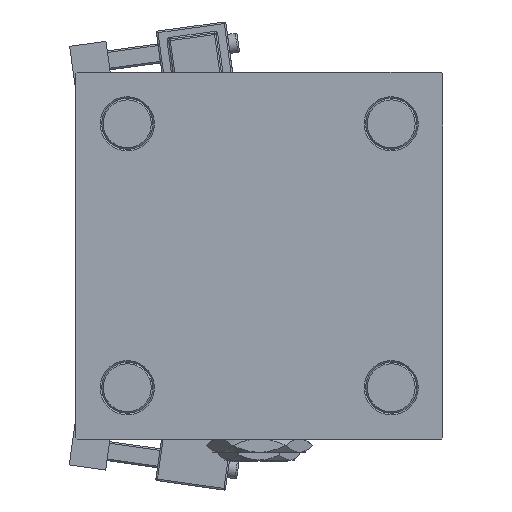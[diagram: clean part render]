
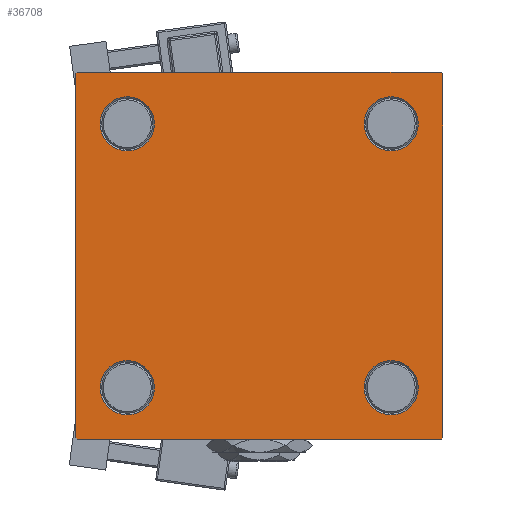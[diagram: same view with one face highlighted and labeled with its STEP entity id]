
A CAD part, left-side view. The second image highlights one B-rep face of the part: STEP entity #36708.
In plain terms, the highlighted planar face has unit normal (-1, 0, 0).
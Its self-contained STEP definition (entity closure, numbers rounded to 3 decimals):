
#83 = ORIENTED_EDGE ( 'NONE', *, *, #30229, .F. ) ;
#1290 = EDGE_CURVE ( 'NONE', #22129, #43398, #42499, .T. ) ;
#1977 = CARTESIAN_POINT ( 'NONE',  ( 0., -41.35, 41.35 ) ) ;
#2054 = DIRECTION ( 'NONE',  ( 0., -0.707, 0.707 ) ) ;
#2171 = DIRECTION ( 'NONE',  ( 0., -0.707, -0.707 ) ) ;
#2377 = DIRECTION ( 'NONE',  ( 0., -1., 0. ) ) ;
#2982 = VERTEX_POINT ( 'NONE', #31584 ) ;
#3075 = AXIS2_PLACEMENT_3D ( 'NONE', #54394, #32791, #11131 ) ;
#3944 = VERTEX_POINT ( 'NONE', #26374 ) ;
#3975 = AXIS2_PLACEMENT_3D ( 'NONE', #14488, #18466, #34990 ) ;
#4021 = CARTESIAN_POINT ( 'NONE',  ( 0., -41.35, 49.85 ) ) ;
#4329 = EDGE_CURVE ( 'NONE', #40382, #2982, #9734, .T. ) ;
#4781 = VECTOR ( 'NONE', #49389, 1000. ) ;
#5659 = LINE ( 'NONE', #10214, #44047 ) ;
#6075 = CARTESIAN_POINT ( 'NONE',  ( 0., 41.35, -41.35 ) ) ;
#6088 = EDGE_CURVE ( 'NONE', #3944, #41285, #46055, .T. ) ;
#6162 = CARTESIAN_POINT ( 'NONE',  ( 0., -41.35, -41.35 ) ) ;
#6414 = VECTOR ( 'NONE', #2377, 1000. ) ;
#7257 = CARTESIAN_POINT ( 'NONE',  ( 0., -57., -57.5 ) ) ;
#7865 = ORIENTED_EDGE ( 'NONE', *, *, #25271, .T. ) ;
#8035 = AXIS2_PLACEMENT_3D ( 'NONE', #24753, #54915, #20478 ) ;
#8617 = VERTEX_POINT ( 'NONE', #26118 ) ;
#9294 = CARTESIAN_POINT ( 'NONE',  ( 0., 57.5, -57. ) ) ;
#9734 = CIRCLE ( 'NONE', #22498, 8.5 ) ;
#10214 = CARTESIAN_POINT ( 'NONE',  ( 0., -57.5, 57.5 ) ) ;
#10319 = ORIENTED_EDGE ( 'NONE', *, *, #1290, .T. ) ;
#10522 = LINE ( 'NONE', #51150, #50256 ) ;
#10726 = CARTESIAN_POINT ( 'NONE',  ( 0., -41.35, -32.85 ) ) ;
#10856 = FACE_BOUND ( 'NONE', #35552, .T. ) ;
#10984 = AXIS2_PLACEMENT_3D ( 'NONE', #50022, #28951, #36927 ) ;
#11131 = DIRECTION ( 'NONE',  ( 0., 0., 1. ) ) ;
#11261 = CIRCLE ( 'NONE', #3975, 8.5 ) ;
#12118 = CARTESIAN_POINT ( 'NONE',  ( 0., -57.5, 57. ) ) ;
#12908 = CARTESIAN_POINT ( 'NONE',  ( 0., -57., 57.5 ) ) ;
#13649 = DIRECTION ( 'NONE',  ( 0., 0., 1. ) ) ;
#13775 = EDGE_CURVE ( 'NONE', #43398, #22129, #45293, .T. ) ;
#14126 = LINE ( 'NONE', #31505, #19010 ) ;
#14376 = EDGE_LOOP ( 'NONE', ( #16013, #21478, #41537, #24829, #83, #46267, #53517, #7865 ) ) ;
#14488 = CARTESIAN_POINT ( 'NONE',  ( 0., 41.35, 41.35 ) ) ;
#14562 = EDGE_CURVE ( 'NONE', #8617, #39875, #50185, .T. ) ;
#14988 = DIRECTION ( 'NONE',  ( 0., 0., 1. ) ) ;
#15035 = EDGE_CURVE ( 'NONE', #52773, #52444, #14126, .T. ) ;
#15144 = EDGE_CURVE ( 'NONE', #20035, #34357, #29895, .T. ) ;
#15732 = CARTESIAN_POINT ( 'NONE',  ( 0., 57.5, 57.5 ) ) ;
#16013 = ORIENTED_EDGE ( 'NONE', *, *, #26521, .T. ) ;
#16144 = AXIS2_PLACEMENT_3D ( 'NONE', #6075, #36272, #23735 ) ;
#16924 = AXIS2_PLACEMENT_3D ( 'NONE', #25113, #38490, #43020 ) ;
#17499 = ORIENTED_EDGE ( 'NONE', *, *, #53205, .T. ) ;
#17772 = ORIENTED_EDGE ( 'NONE', *, *, #6088, .T. ) ;
#18365 = LINE ( 'NONE', #27198, #4781 ) ;
#18466 = DIRECTION ( 'NONE',  ( 1., 0., 0. ) ) ;
#18710 = EDGE_CURVE ( 'NONE', #52444, #54990, #49087, .T. ) ;
#19010 = VECTOR ( 'NONE', #2171, 1000. ) ;
#19344 = DIRECTION ( 'NONE',  ( 1., 0., 0. ) ) ;
#19395 = FACE_BOUND ( 'NONE', #38015, .T. ) ;
#19872 = EDGE_CURVE ( 'NONE', #2982, #40382, #41916, .T. ) ;
#20035 = VERTEX_POINT ( 'NONE', #10726 ) ;
#20198 = CARTESIAN_POINT ( 'NONE',  ( 0., -57.5, -57. ) ) ;
#20239 = PLANE ( 'NONE',  #3075 ) ;
#20478 = DIRECTION ( 'NONE',  ( 0., 0., 1. ) ) ;
#20665 = VERTEX_POINT ( 'NONE', #20198 ) ;
#21478 = ORIENTED_EDGE ( 'NONE', *, *, #15035, .T. ) ;
#22129 = VERTEX_POINT ( 'NONE', #27225 ) ;
#22459 = CARTESIAN_POINT ( 'NONE',  ( 0., 57., -57.5 ) ) ;
#22498 = AXIS2_PLACEMENT_3D ( 'NONE', #1977, #19344, #22762 ) ;
#22762 = DIRECTION ( 'NONE',  ( 0., 0., 1. ) ) ;
#23322 = VERTEX_POINT ( 'NONE', #12118 ) ;
#23533 = DIRECTION ( 'NONE',  ( 1., 0., 0. ) ) ;
#23735 = DIRECTION ( 'NONE',  ( 0., 0., 1. ) ) ;
#24753 = CARTESIAN_POINT ( 'NONE',  ( 0., 41.35, -41.35 ) ) ;
#24829 = ORIENTED_EDGE ( 'NONE', *, *, #26147, .T. ) ;
#25016 = DIRECTION ( 'NONE',  ( 0., 0.707, -0.707 ) ) ;
#25113 = CARTESIAN_POINT ( 'NONE',  ( 0., 41.35, 41.35 ) ) ;
#25194 = CARTESIAN_POINT ( 'NONE',  ( 0., 41.35, 32.85 ) ) ;
#25271 = EDGE_CURVE ( 'NONE', #8617, #40273, #51201, .T. ) ;
#26118 = CARTESIAN_POINT ( 'NONE',  ( 0., 57., 57.5 ) ) ;
#26147 = EDGE_CURVE ( 'NONE', #54990, #20665, #28259, .T. ) ;
#26374 = CARTESIAN_POINT ( 'NONE',  ( 0., 41.35, 49.85 ) ) ;
#26379 = EDGE_CURVE ( 'NONE', #23322, #39875, #10522, .T. ) ;
#26521 = EDGE_CURVE ( 'NONE', #40273, #52773, #18365, .T. ) ;
#26641 = EDGE_LOOP ( 'NONE', ( #54484, #42797 ) ) ;
#27198 = CARTESIAN_POINT ( 'NONE',  ( 0., 57.5, 57.5 ) ) ;
#27225 = CARTESIAN_POINT ( 'NONE',  ( 0., 41.35, -49.85 ) ) ;
#28259 = LINE ( 'NONE', #41058, #49344 ) ;
#28505 = FACE_BOUND ( 'NONE', #41122, .T. ) ;
#28951 = DIRECTION ( 'NONE',  ( 1., 0., 0. ) ) ;
#29766 = EDGE_CURVE ( 'NONE', #41285, #3944, #11261, .T. ) ;
#29895 = CIRCLE ( 'NONE', #55337, 8.5 ) ;
#30229 = EDGE_CURVE ( 'NONE', #23322, #20665, #5659, .T. ) ;
#30843 = ORIENTED_EDGE ( 'NONE', *, *, #15144, .T. ) ;
#31096 = VECTOR ( 'NONE', #25016, 1000. ) ;
#31505 = CARTESIAN_POINT ( 'NONE',  ( 0., 57.25, -57.25 ) ) ;
#31584 = CARTESIAN_POINT ( 'NONE',  ( 0., -41.35, 32.85 ) ) ;
#32791 = DIRECTION ( 'NONE',  ( -1., 0., 0. ) ) ;
#32963 = CARTESIAN_POINT ( 'NONE',  ( 0., -41.35, -49.85 ) ) ;
#34357 = VERTEX_POINT ( 'NONE', #32963 ) ;
#34767 = CARTESIAN_POINT ( 'NONE',  ( 0., 57.5, 57. ) ) ;
#34990 = DIRECTION ( 'NONE',  ( 0., 0., 1. ) ) ;
#35207 = CARTESIAN_POINT ( 'NONE',  ( 0., 41.35, -32.85 ) ) ;
#35552 = EDGE_LOOP ( 'NONE', ( #17772, #48192 ) ) ;
#36272 = DIRECTION ( 'NONE',  ( 1., 0., 0. ) ) ;
#36708 = ADVANCED_FACE ( 'NONE', ( #41030, #19395, #28505, #10856, #37051 ), #20239, .T. ) ;
#36927 = DIRECTION ( 'NONE',  ( 0., 0., 1. ) ) ;
#37051 = FACE_OUTER_BOUND ( 'NONE', #14376, .T. ) ;
#38015 = EDGE_LOOP ( 'NONE', ( #30843, #17499 ) ) ;
#38223 = DIRECTION ( 'NONE',  ( 0., -1., 0. ) ) ;
#38490 = DIRECTION ( 'NONE',  ( 1., 0., 0. ) ) ;
#39875 = VERTEX_POINT ( 'NONE', #12908 ) ;
#39888 = AXIS2_PLACEMENT_3D ( 'NONE', #44965, #53497, #13649 ) ;
#40273 = VERTEX_POINT ( 'NONE', #34767 ) ;
#40382 = VERTEX_POINT ( 'NONE', #4021 ) ;
#40541 = CARTESIAN_POINT ( 'NONE',  ( 0., 57.5, -57.5 ) ) ;
#41030 = FACE_BOUND ( 'NONE', #26641, .T. ) ;
#41058 = CARTESIAN_POINT ( 'NONE',  ( 0., -57.25, -57.25 ) ) ;
#41122 = EDGE_LOOP ( 'NONE', ( #43335, #10319 ) ) ;
#41285 = VERTEX_POINT ( 'NONE', #25194 ) ;
#41537 = ORIENTED_EDGE ( 'NONE', *, *, #18710, .T. ) ;
#41916 = CIRCLE ( 'NONE', #10984, 8.5 ) ;
#42499 = CIRCLE ( 'NONE', #16144, 8.5 ) ;
#42797 = ORIENTED_EDGE ( 'NONE', *, *, #19872, .T. ) ;
#43020 = DIRECTION ( 'NONE',  ( 0., 0., 1. ) ) ;
#43335 = ORIENTED_EDGE ( 'NONE', *, *, #13775, .T. ) ;
#43398 = VERTEX_POINT ( 'NONE', #35207 ) ;
#44047 = VECTOR ( 'NONE', #45239, 1000. ) ;
#44965 = CARTESIAN_POINT ( 'NONE',  ( 0., -41.35, -41.35 ) ) ;
#45239 = DIRECTION ( 'NONE',  ( 0., 0., -1. ) ) ;
#45293 = CIRCLE ( 'NONE', #8035, 8.5 ) ;
#46055 = CIRCLE ( 'NONE', #16924, 8.5 ) ;
#46267 = ORIENTED_EDGE ( 'NONE', *, *, #26379, .T. ) ;
#46659 = CARTESIAN_POINT ( 'NONE',  ( 0., 57.25, 57.25 ) ) ;
#48002 = VECTOR ( 'NONE', #38223, 1000. ) ;
#48192 = ORIENTED_EDGE ( 'NONE', *, *, #29766, .T. ) ;
#49087 = LINE ( 'NONE', #40541, #6414 ) ;
#49344 = VECTOR ( 'NONE', #2054, 1000. ) ;
#49389 = DIRECTION ( 'NONE',  ( 0., 0., -1. ) ) ;
#50022 = CARTESIAN_POINT ( 'NONE',  ( 0., -41.35, 41.35 ) ) ;
#50185 = LINE ( 'NONE', #15732, #48002 ) ;
#50256 = VECTOR ( 'NONE', #55420, 1000. ) ;
#51150 = CARTESIAN_POINT ( 'NONE',  ( 0., -57.25, 57.25 ) ) ;
#51201 = LINE ( 'NONE', #46659, #31096 ) ;
#51670 = CIRCLE ( 'NONE', #39888, 8.5 ) ;
#52444 = VERTEX_POINT ( 'NONE', #22459 ) ;
#52773 = VERTEX_POINT ( 'NONE', #9294 ) ;
#53205 = EDGE_CURVE ( 'NONE', #34357, #20035, #51670, .T. ) ;
#53497 = DIRECTION ( 'NONE',  ( 1., 0., 0. ) ) ;
#53517 = ORIENTED_EDGE ( 'NONE', *, *, #14562, .F. ) ;
#54394 = CARTESIAN_POINT ( 'NONE',  ( 0., 0., 0. ) ) ;
#54484 = ORIENTED_EDGE ( 'NONE', *, *, #4329, .T. ) ;
#54915 = DIRECTION ( 'NONE',  ( 1., 0., 0. ) ) ;
#54990 = VERTEX_POINT ( 'NONE', #7257 ) ;
#55337 = AXIS2_PLACEMENT_3D ( 'NONE', #6162, #23533, #14988 ) ;
#55420 = DIRECTION ( 'NONE',  ( 0., 0.707, 0.707 ) ) ;
